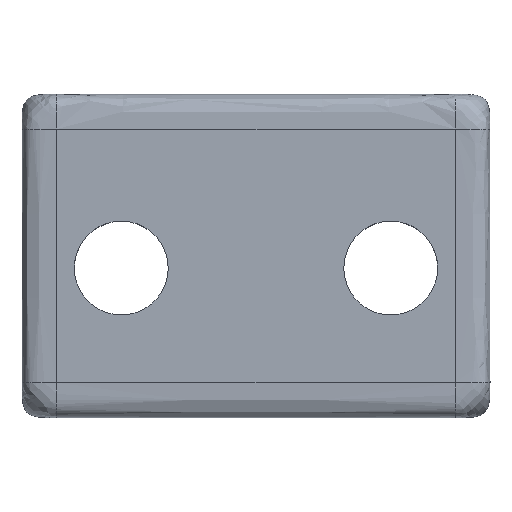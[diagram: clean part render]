
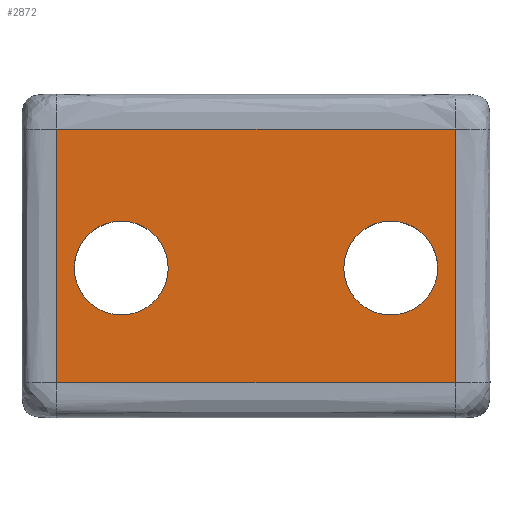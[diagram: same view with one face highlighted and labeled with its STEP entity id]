
A CAD part, top view. The second image highlights one B-rep face of the part: STEP entity #2872.
In plain terms, the highlighted planar face has unit normal (0, 0, 1).
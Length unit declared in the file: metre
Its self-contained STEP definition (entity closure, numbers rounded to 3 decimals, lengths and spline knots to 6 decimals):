
#84=CIRCLE('',#3054,0.0027);
#85=CIRCLE('',#3055,0.0027);
#127=B_SPLINE_CURVE_WITH_KNOTS('',3,(#4019,#4020,#4021,#4022),
 .UNSPECIFIED.,.F.,.F.,(4,4),(0.,1.),.UNSPECIFIED.);
#128=B_SPLINE_CURVE_WITH_KNOTS('',3,(#4025,#4026,#4027,#4028),
 .UNSPECIFIED.,.F.,.F.,(4,4),(0.,1.),.UNSPECIFIED.);
#129=B_SPLINE_CURVE_WITH_KNOTS('',3,(#4030,#4031,#4032,#4033),
 .UNSPECIFIED.,.F.,.F.,(4,4),(0.,1.),.UNSPECIFIED.);
#130=B_SPLINE_CURVE_WITH_KNOTS('',3,(#4035,#4036,#4037,#4038),
 .UNSPECIFIED.,.F.,.F.,(4,4),(0.,1.),.UNSPECIFIED.);
#342=ORIENTED_EDGE('',*,*,#1213,.T.);
#343=ORIENTED_EDGE('',*,*,#1214,.T.);
#344=ORIENTED_EDGE('',*,*,#1215,.T.);
#345=ORIENTED_EDGE('',*,*,#1216,.T.);
#346=ORIENTED_EDGE('',*,*,#1217,.T.);
#347=ORIENTED_EDGE('',*,*,#1218,.T.);
#1213=EDGE_CURVE('',#1648,#1649,#127,.T.);
#1214=EDGE_CURVE('',#1649,#1650,#128,.T.);
#1215=EDGE_CURVE('',#1650,#1651,#129,.T.);
#1216=EDGE_CURVE('',#1651,#1648,#130,.T.);
#1217=EDGE_CURVE('',#1652,#1652,#84,.T.);
#1218=EDGE_CURVE('',#1653,#1653,#85,.T.);
#1648=VERTEX_POINT('',#4023);
#1649=VERTEX_POINT('',#4024);
#1650=VERTEX_POINT('',#4029);
#1651=VERTEX_POINT('',#4034);
#1652=VERTEX_POINT('',#4040);
#1653=VERTEX_POINT('',#4042);
#2415=EDGE_LOOP('',(#342,#343,#344,#345));
#2416=EDGE_LOOP('',(#346));
#2417=EDGE_LOOP('',(#347));
#2601=FACE_BOUND('',#2415,.T.);
#2602=FACE_BOUND('',#2416,.T.);
#2603=FACE_BOUND('',#2417,.T.);
#2776=PLANE('',#3053);
#2872=ADVANCED_FACE('',(#2601,#2602,#2603),#2776,.F.);
#3053=AXIS2_PLACEMENT_3D('',#4018,#3229,#3230);
#3054=AXIS2_PLACEMENT_3D('',#4039,#3231,#3232);
#3055=AXIS2_PLACEMENT_3D('',#4041,#3233,#3234);
#3229=DIRECTION('',(0.,0.,-1.));
#3230=DIRECTION('',(1.,0.,0.));
#3231=DIRECTION('',(0.,0.,-1.));
#3232=DIRECTION('',(1.,0.,0.));
#3233=DIRECTION('',(0.,0.,-1.));
#3234=DIRECTION('',(1.,0.,0.));
#4018=CARTESIAN_POINT('',(0.003156,-0.0012,0.0037));
#4019=CARTESIAN_POINT('',(-0.014663,-0.0065,0.0037));
#4020=CARTESIAN_POINT('',(-0.007021,-0.0065,0.0037));
#4021=CARTESIAN_POINT('',(0.00062,-0.0065,0.0037));
#4022=CARTESIAN_POINT('',(0.008261,-0.0065,0.0037));
#4023=CARTESIAN_POINT('',(-0.014663,-0.0065,0.0037));
#4024=CARTESIAN_POINT('',(0.008261,-0.0065,0.0037));
#4025=CARTESIAN_POINT('',(0.008261,-0.0065,0.0037));
#4026=CARTESIAN_POINT('',(0.008261,-0.001633,0.0037));
#4027=CARTESIAN_POINT('',(0.008261,0.003233,0.0037));
#4028=CARTESIAN_POINT('',(0.008261,0.0081,0.0037));
#4029=CARTESIAN_POINT('',(0.008261,0.0081,0.0037));
#4030=CARTESIAN_POINT('',(0.008261,0.0081,0.0037));
#4031=CARTESIAN_POINT('',(0.00062,0.0081,0.0037));
#4032=CARTESIAN_POINT('',(-0.007021,0.0081,0.0037));
#4033=CARTESIAN_POINT('',(-0.014663,0.0081,0.0037));
#4034=CARTESIAN_POINT('',(-0.014663,0.0081,0.0037));
#4035=CARTESIAN_POINT('',(-0.014663,0.0081,0.0037));
#4036=CARTESIAN_POINT('',(-0.014663,0.003233,0.0037));
#4037=CARTESIAN_POINT('',(-0.014663,-0.001633,0.0037));
#4038=CARTESIAN_POINT('',(-0.014663,-0.0065,0.0037));
#4039=CARTESIAN_POINT('',(-0.01095,0.0001,0.0037));
#4040=CARTESIAN_POINT('',(-0.00825,0.0001,0.0037));
#4041=CARTESIAN_POINT('',(0.00455,0.0001,0.0037));
#4042=CARTESIAN_POINT('',(0.00725,0.0001,0.0037));
